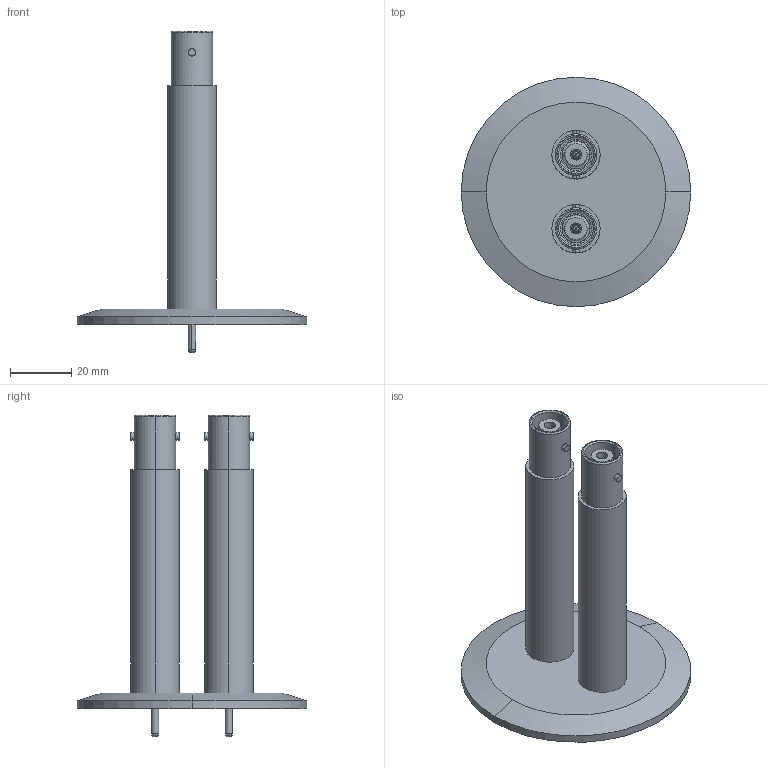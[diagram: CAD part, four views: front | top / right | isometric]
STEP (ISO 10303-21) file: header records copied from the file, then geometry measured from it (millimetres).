
FILE_DESCRIPTION (( 'STEP AP203' ), '1' );
FILE_NAME ('A2302-1-QF.STEP', '2013-08-29T12:43:29', ( '' ), ( '' ), 'SwSTEP 2.0', 'SolidWorks 2012', '' );
FILE_SCHEMA (( 'CONFIG_CONTROL_DESIGN' ));
Length unit declared in the file: inch
Products named in the file (1): A2302-1-QF
Bounding box: 74.93 x 74.93 x 104.95 mm (x, y, z)
Volume: 38362.9 mm3; surface area: 35707 mm2
Topology: 1 solids, 1 shells, 192 faces, 422 edges, 274 vertices
Faces by surface type: cylinder 94, plane 44, bspline 36, cone 18
Entity records: 6763 total; most frequent: CARTESIAN_POINT 2401, DIRECTION 974, ORIENTED_EDGE 844, AXIS2_PLACEMENT_3D 431, EDGE_CURVE 422, CIRCLE 274, VERTEX_POINT 274, EDGE_LOOP 234
